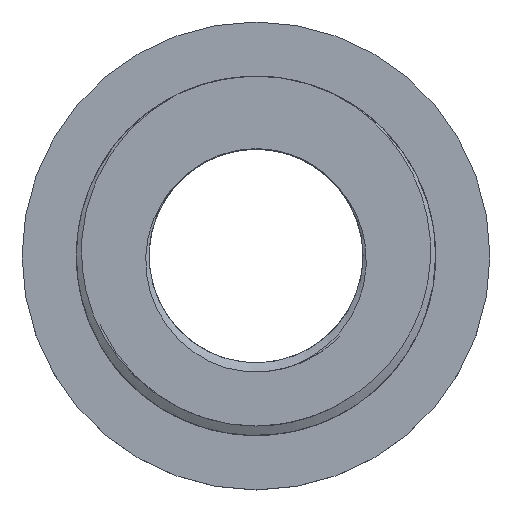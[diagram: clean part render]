
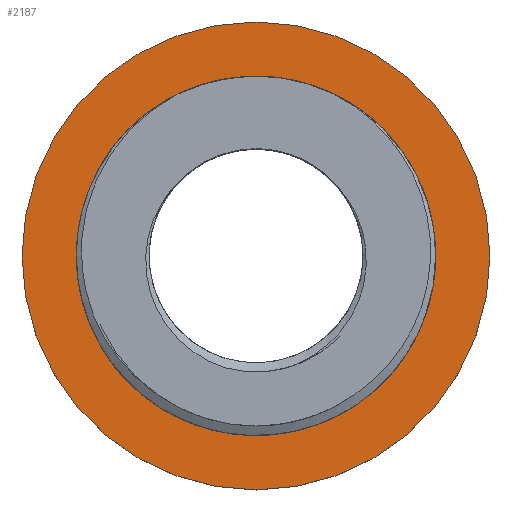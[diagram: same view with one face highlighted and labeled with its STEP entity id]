
A CAD part, top view. The second image highlights one B-rep face of the part: STEP entity #2187.
In plain terms, the highlighted planar face has unit normal (0, 0, 1).
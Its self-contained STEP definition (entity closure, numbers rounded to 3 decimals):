
#25=FACE_BOUND('',#290,.T.);
#35=PLANE('',#2314);
#168=FACE_OUTER_BOUND('',#289,.T.);
#289=EDGE_LOOP('',(#1915));
#290=EDGE_LOOP('',(#1916));
#318=CIRCLE('',#2315,14.25);
#319=CIRCLE('',#2316,10.5);
#939=VERTEX_POINT('',#10480);
#940=VERTEX_POINT('',#10482);
#1275=EDGE_CURVE('',#939,#939,#318,.T.);
#1276=EDGE_CURVE('',#940,#940,#319,.T.);
#1915=ORIENTED_EDGE('',*,*,#1275,.F.);
#1916=ORIENTED_EDGE('',*,*,#1276,.T.);
#2187=ADVANCED_FACE('',(#168,#25),#35,.F.);
#2314=AXIS2_PLACEMENT_3D('',#10479,#2601,#2602);
#2315=AXIS2_PLACEMENT_3D('',#10481,#2603,#2604);
#2316=AXIS2_PLACEMENT_3D('',#10483,#2605,#2606);
#2601=DIRECTION('center_axis',(0.,0.,-1.));
#2602=DIRECTION('ref_axis',(-1.,0.,0.));
#2603=DIRECTION('center_axis',(0.,0.,-1.));
#2604=DIRECTION('ref_axis',(-1.,0.,0.));
#2605=DIRECTION('center_axis',(0.,0.,-1.));
#2606=DIRECTION('ref_axis',(1.,0.,0.));
#10479=CARTESIAN_POINT('Origin',(0.,0.,-7.));
#10480=CARTESIAN_POINT('',(14.25,0.,-7.));
#10481=CARTESIAN_POINT('Origin',(0.,0.,-7.));
#10482=CARTESIAN_POINT('',(-10.5,0.,-7.));
#10483=CARTESIAN_POINT('Origin',(0.,0.,-7.));
